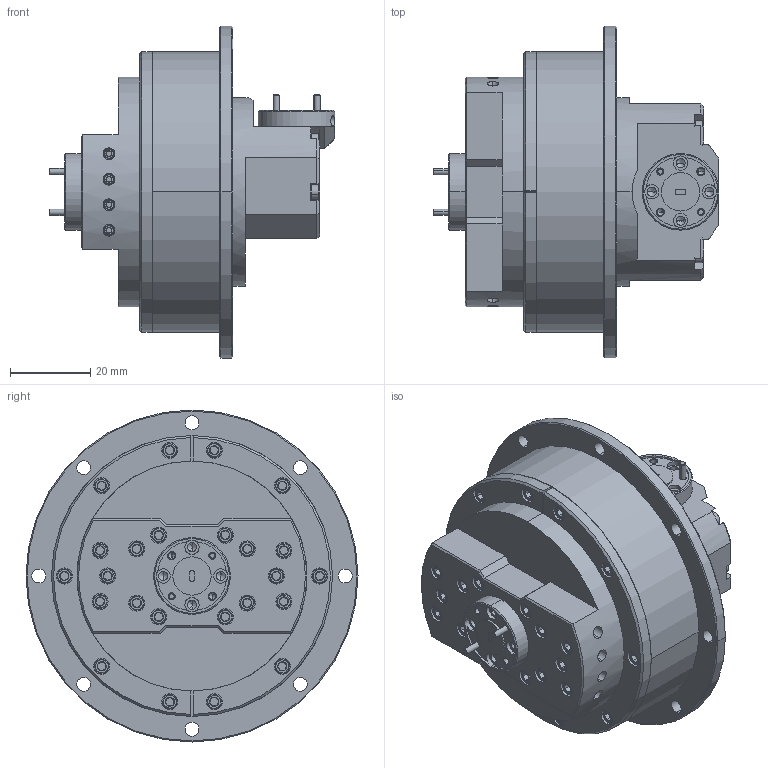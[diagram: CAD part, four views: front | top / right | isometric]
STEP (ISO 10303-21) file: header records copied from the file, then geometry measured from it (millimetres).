
FILE_DESCRIPTION (( 'STEP AP214' ), '1' );
FILE_NAME ('AN-R10R-R10I-A, Defeatured.STEP', '2024-04-18T18:21:53', ( '' ), ( '' ), 'SwSTEP 2.0', 'SolidWorks 2021', '' );
FILE_SCHEMA (( 'AUTOMOTIVE_DESIGN' ));
Length unit declared in the file: inch
Products named in the file (1): AN-R10R-R10I-A, Defeatured
Bounding box: 71.05 x 82.55 x 82.55 mm (x, y, z)
Volume: 148733.7 mm3; surface area: 28682 mm2
Topology: 1 solids, 2 shells, 1771 faces, 3656 edges, 2071 vertices
Faces by surface type: cone 745, plane 661, cylinder 364, bspline 1
Entity records: 47291 total; most frequent: CARTESIAN_POINT 9988, DIRECTION 8165, ORIENTED_EDGE 7264, EDGE_CURVE 3632, AXIS2_PLACEMENT_3D 3236, VERTEX_POINT 2071, EDGE_LOOP 2013, ADVANCED_FACE 1771
